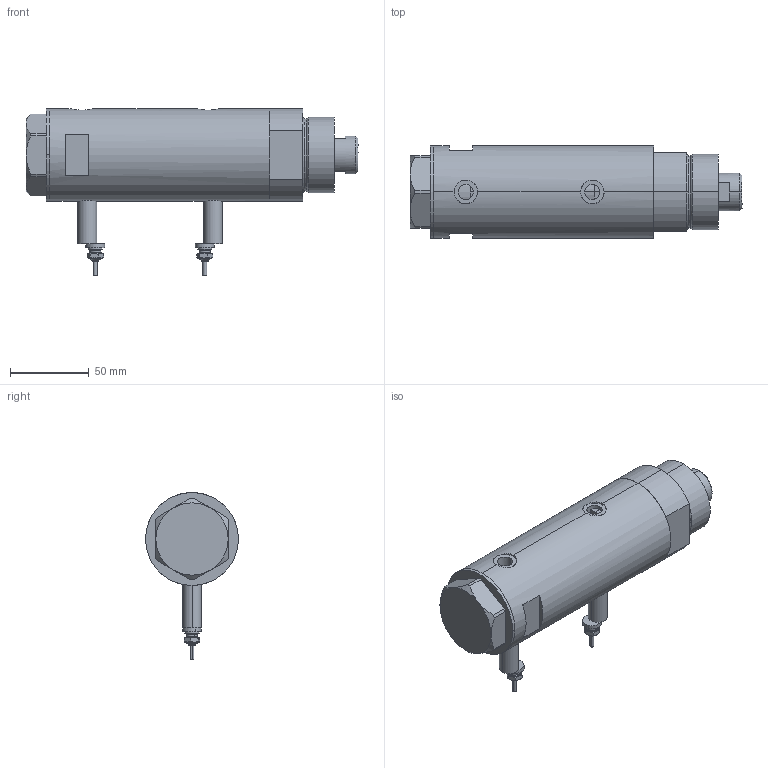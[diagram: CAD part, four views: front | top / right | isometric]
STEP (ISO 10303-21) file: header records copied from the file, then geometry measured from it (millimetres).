
FILE_DESCRIPTION (( 'STEP AP203' ), '1' );
FILE_NAME ('d9ba.STEP', '2024-02-12T00:24:08', ( '' ), ( '' ), 'SwSTEP 2.0', 'SolidWorks 2019', '' );
FILE_SCHEMA (( 'CONFIG_CONTROL_DESIGN' ));
Length unit declared in the file: millimetre
Products named in the file (6): V270CG_VC 1e7ae77173e720b77cd1d0151c0d4972; V270CG_FRONT 1e7ae77173e720b77cd1d0151c0d4972; d9ba; Switch 1e7ae77173e720b77cd1d0151c0d4972; V270CG_BACK 1e7ae77173e720b77cd1d0151c0d4972; V270CG_MIDDLE 1e7ae77173e720b77cd1d0151c0d4972
Assembly tree (6 placements, depth 2):
  d9ba
    V270CG_MIDDLE 1e7ae77173e720b77cd1d0151c0d4972
    V270CG_BACK 1e7ae77173e720b77cd1d0151c0d4972
    V270CG_FRONT 1e7ae77173e720b77cd1d0151c0d4972
    V270CG_VC 1e7ae77173e720b77cd1d0151c0d4972
    Switch 1e7ae77173e720b77cd1d0151c0d4972  x2
Bounding box: 211.2 x 59 x 106.1 mm (x, y, z)
Volume: 494998.2 mm3; surface area: 103444.5 mm2
Topology: 6 solids, 6 shells, 212 faces, 461 edges, 279 vertices
Faces by surface type: plane 79, cylinder 69, cone 40, torus 24
Entity records: 5902 total; most frequent: CARTESIAN_POINT 1546, DIRECTION 831, ORIENTED_EDGE 730, EDGE_CURVE 365, AXIS2_PLACEMENT_3D 349, VERTEX_POINT 223, EDGE_LOOP 188, CIRCLE 174
